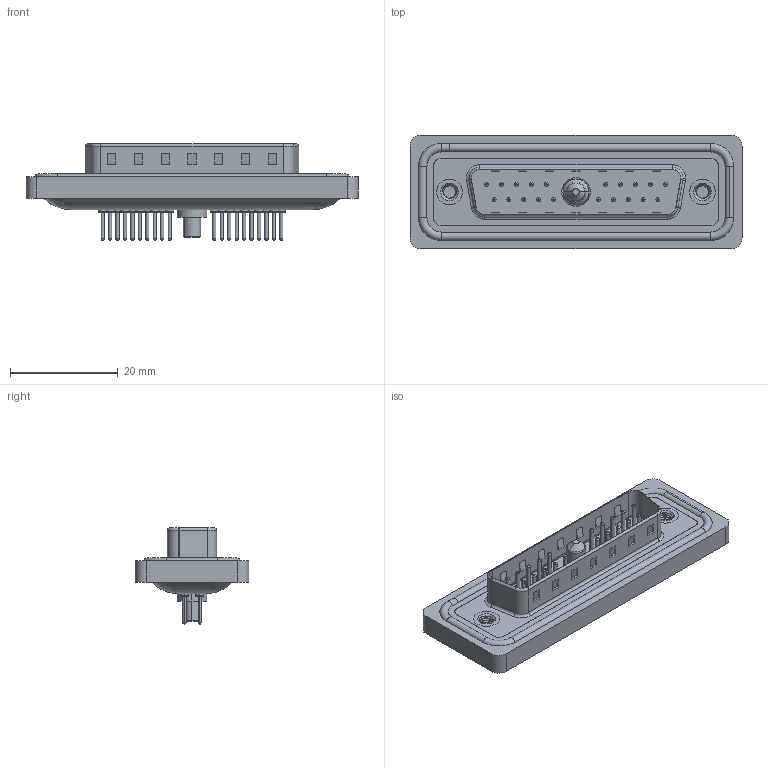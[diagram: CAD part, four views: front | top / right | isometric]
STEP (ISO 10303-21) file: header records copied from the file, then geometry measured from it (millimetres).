
FILE_DESCRIPTION (( 'STEP AP203' ), '1' );
FILE_NAME ('627W21W1124-3NA.STEP', '2024-03-20T15:17:05', ( '' ), ( '' ), 'SwSTEP 2.0', 'SolidWorks 2023', '' );
FILE_SCHEMA (( 'CONFIG_CONTROL_DESIGN' ));
Length unit declared in the file: millimetre
Products named in the file (9): 627Combo Waterproof Housing_25 Contacts; 627Combo Housing_21W1; 627W21W1124-3NA; 627Combo Shell Front_25 Contacts; Power Pin_30A S; 627Combo Contact Row 1_24; 627Combo Contact Row 2_24; 627Combo Threaded Rivet_A; 627Combo Shell Rear_25 Contacts
Assembly tree (27 placements, depth 2):
  627W21W1124-3NA
    627Combo Housing_21W1
    627Combo Waterproof Housing_25 Contacts
    627Combo Shell Rear_25 Contacts
    627Combo Shell Front_25 Contacts
    627Combo Threaded Rivet_A  x2
    Power Pin_30A S
    627Combo Contact Row 1_24  x10
    627Combo Contact Row 2_24  x10
Bounding box: 61.75 x 21.1 x 17.9 mm (x, y, z)
Volume: 7206.4 mm3; surface area: 11955.4 mm2
Topology: 29 solids, 29 shells, 1260 faces, 2781 edges, 1695 vertices
Faces by surface type: cylinder 489, torus 386, plane 359, cone 15, bspline 11
Entity records: 24361 total; most frequent: CARTESIAN_POINT 5753, DIRECTION 3853, ORIENTED_EDGE 3378, EDGE_CURVE 1689, AXIS2_PLACEMENT_3D 1507, VERTEX_POINT 1069, EDGE_LOOP 858, VECTOR 839
